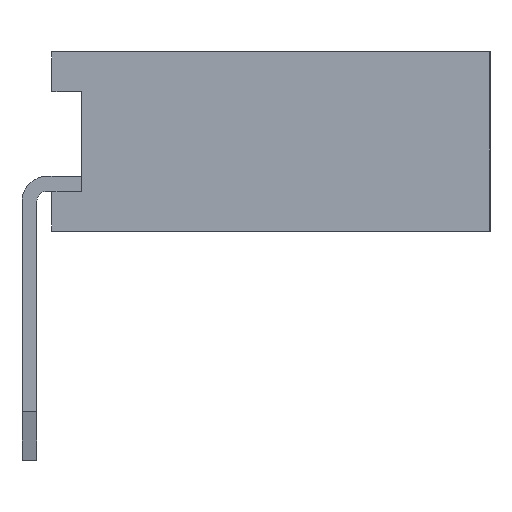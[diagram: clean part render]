
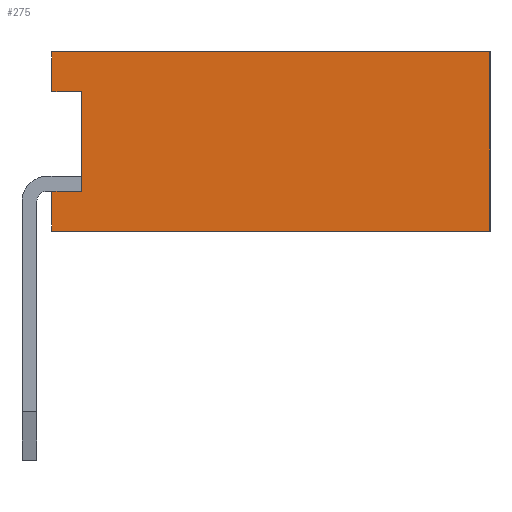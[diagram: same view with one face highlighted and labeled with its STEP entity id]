
A CAD part, left-side view. The second image highlights one B-rep face of the part: STEP entity #275.
In plain terms, the highlighted planar face has unit normal (-1, 0, 0).
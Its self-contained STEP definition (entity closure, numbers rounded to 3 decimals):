
#275=ADVANCED_FACE('',(#8314),#8316,.T.);
#8314=FACE_BOUND('',#8315,.T.);
#8315=EDGE_LOOP('',(#14735,#14736,#14737,#14738,#14739,#14740,#14741,#14742));
#8316=PLANE('',#8317);
#8317=AXIS2_PLACEMENT_3D('',#8318,#8319,#8320);
#8318=CARTESIAN_POINT('',(-0.635,-4.625,0.));
#8319=DIRECTION('',(-1.,0.,0.));
#8320=DIRECTION('',(0.,0.,1.));
#14735=ORIENTED_EDGE('',*,*,#19469,.T.);
#14736=ORIENTED_EDGE('',*,*,#19541,.T.);
#14737=ORIENTED_EDGE('',*,*,#19402,.T.);
#14738=ORIENTED_EDGE('',*,*,#19540,.F.);
#14739=ORIENTED_EDGE('',*,*,#19542,.F.);
#14740=ORIENTED_EDGE('',*,*,#19543,.T.);
#14741=ORIENTED_EDGE('',*,*,#19544,.T.);
#14742=ORIENTED_EDGE('',*,*,#19535,.F.);
#19402=EDGE_CURVE('',#21813,#21810,#21814,.F.);
#19469=EDGE_CURVE('',#21947,#21945,#21948,.F.);
#19535=EDGE_CURVE('',#21947,#22072,#22073,.T.);
#19540=EDGE_CURVE('',#22079,#21810,#22081,.T.);
#19541=EDGE_CURVE('',#21945,#21813,#22082,.T.);
#19542=EDGE_CURVE('',#22083,#22079,#22084,.T.);
#19543=EDGE_CURVE('',#22083,#22085,#22086,.T.);
#19544=EDGE_CURVE('',#22085,#22072,#22087,.T.);
#21810=VERTEX_POINT('',#25765);
#21813=VERTEX_POINT('',#25770);
#21814=LINE('',#25771,#25772);
#21945=VERTEX_POINT('',#26034);
#21947=VERTEX_POINT('',#26038);
#21948=LINE('',#26039,#26040);
#22072=VERTEX_POINT('',#26295);
#22073=LINE('',#26296,#26297);
#22079=VERTEX_POINT('',#26310);
#22081=LINE('',#26314,#26315);
#22082=LINE('',#26317,#26318);
#22083=VERTEX_POINT('',#26320);
#22084=LINE('',#26321,#26322);
#22085=VERTEX_POINT('',#26324);
#22086=LINE('',#26325,#26326);
#22087=LINE('',#26328,#26329);
#25765=CARTESIAN_POINT('',(-0.635,-0.225,0.4));
#25770=CARTESIAN_POINT('',(-0.635,-0.525,0.4));
#25771=CARTESIAN_POINT('',(-0.635,-0.225,0.4));
#25772=VECTOR('',#25773,1.);
#25773=DIRECTION('',(0.,-1.,0.));
#26034=CARTESIAN_POINT('',(-0.635,-0.525,1.4));
#26038=CARTESIAN_POINT('',(-0.635,-0.225,1.4));
#26039=CARTESIAN_POINT('',(-0.635,-0.525,1.4));
#26040=VECTOR('',#26041,1.);
#26041=DIRECTION('',(0.,1.,0.));
#26295=CARTESIAN_POINT('',(-0.635,-0.225,1.8));
#26296=CARTESIAN_POINT('',(-0.635,-0.225,1.4));
#26297=VECTOR('',#26298,1.);
#26298=DIRECTION('',(0.,0.,1.));
#26310=CARTESIAN_POINT('',(-0.635,-0.225,0.));
#26314=CARTESIAN_POINT('',(-0.635,-0.225,0.));
#26315=VECTOR('',#26316,1.);
#26316=DIRECTION('',(0.,0.,1.));
#26317=CARTESIAN_POINT('',(-0.635,-0.525,1.4));
#26318=VECTOR('',#26319,1.);
#26319=DIRECTION('',(0.,0.,-1.));
#26320=CARTESIAN_POINT('',(-0.635,-4.625,0.));
#26321=CARTESIAN_POINT('',(-0.635,-4.625,0.));
#26322=VECTOR('',#26323,1.);
#26323=DIRECTION('',(0.,1.,0.));
#26324=CARTESIAN_POINT('',(-0.635,-4.625,1.8));
#26325=CARTESIAN_POINT('',(-0.635,-4.625,0.));
#26326=VECTOR('',#26327,1.);
#26327=DIRECTION('',(0.,0.,1.));
#26328=CARTESIAN_POINT('',(-0.635,-4.625,1.8));
#26329=VECTOR('',#26330,1.);
#26330=DIRECTION('',(0.,1.,0.));
